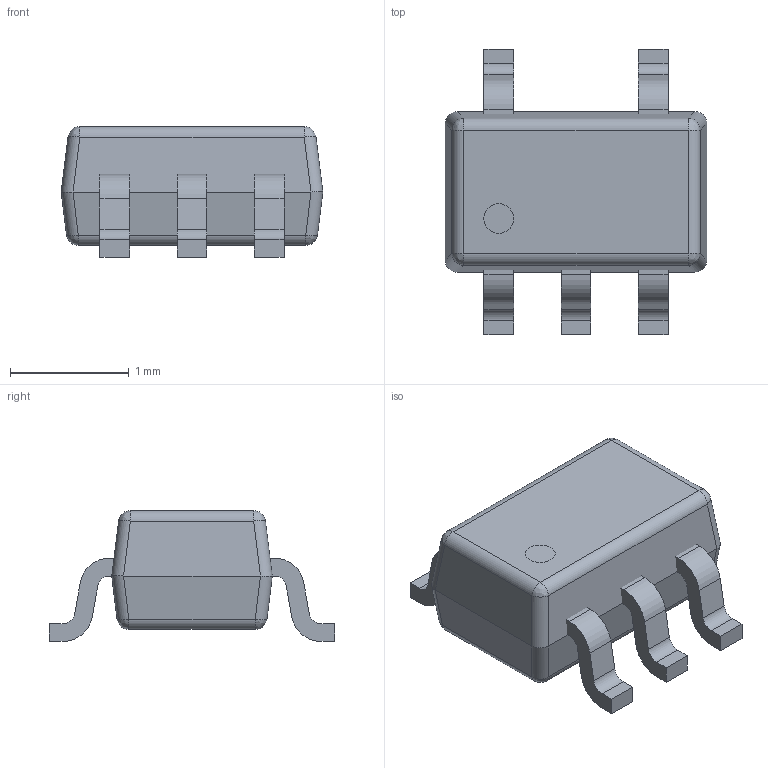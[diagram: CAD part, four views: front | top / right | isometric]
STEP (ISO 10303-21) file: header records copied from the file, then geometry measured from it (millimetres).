
FILE_DESCRIPTION(('STEP AP214'), '1');
FILE_NAME('SC-88A', '2016-08-19T01:33:10', ('Nobody'), (''), 'ASCON STEP Converter 1.3', 'ASCON Math Kernel', '');
FILE_SCHEMA(('AUTOMOTIVE_DESIGN { 1 0 10303 214 3 1 1}'));
Length unit declared in the file: millimetre
Bounding box: 2.2 x 2.4 x 1.1 mm (x, y, z)
Volume: 2.9 mm3; surface area: 16.3 mm2
Topology: 6 solids, 6 shells, 105 faces, 273 edges, 178 vertices
Faces by surface type: plane 61, cylinder 36, bspline 8
Entity records: 4127 total; most frequent: CARTESIAN_POINT 672, DIRECTION 522, ORIENTED_EDGE 490, EDGE_CURVE 245, LINE 196, VECTOR 196, AXIS2_PLACEMENT_3D 163, VERTEX_POINT 153
